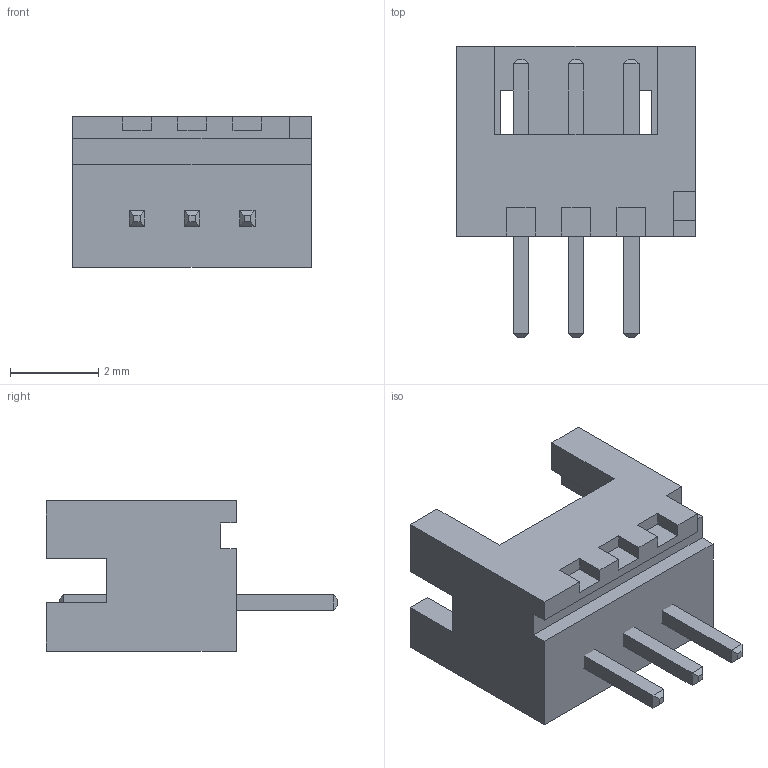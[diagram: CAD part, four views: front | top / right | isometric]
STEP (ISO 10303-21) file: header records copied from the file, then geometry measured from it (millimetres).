
FILE_DESCRIPTION (( 'STEP AP214' ), '1' );
FILE_NAME ('DF13-3P-1.25DSA(50).STEP', '2017-03-22T20:40:42', ( '' ), ( '' ), 'SwSTEP 2.0', 'SolidWorks 2016', '' );
FILE_SCHEMA (( 'AUTOMOTIVE_DESIGN' ));
Length unit declared in the file: millimetre
Products named in the file (1): DF13-3P-1.25DSA(50)
Bounding box: 5.4 x 6.6 x 3.4 mm (x, y, z)
Volume: 32.7 mm3; surface area: 181.7 mm2
Topology: 4 solids, 4 shells, 99 faces, 249 edges, 158 vertices
Faces by surface type: plane 99
Entity records: 3424 total; most frequent: CARTESIAN_POINT 507, ORIENTED_EDGE 498, DIRECTION 449, EDGE_CURVE 249, LINE 249, VECTOR 249, VERTEX_POINT 158, EDGE_LOOP 103
